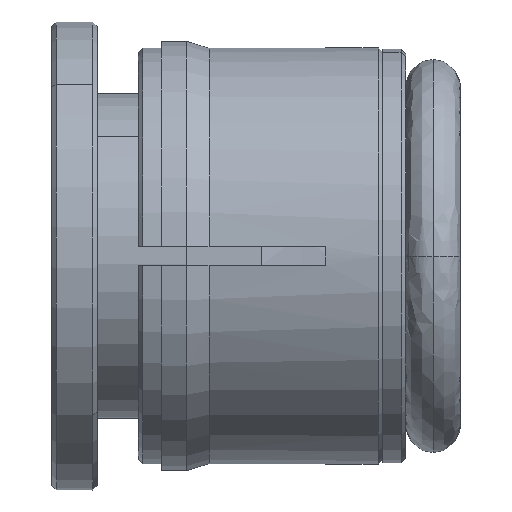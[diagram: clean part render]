
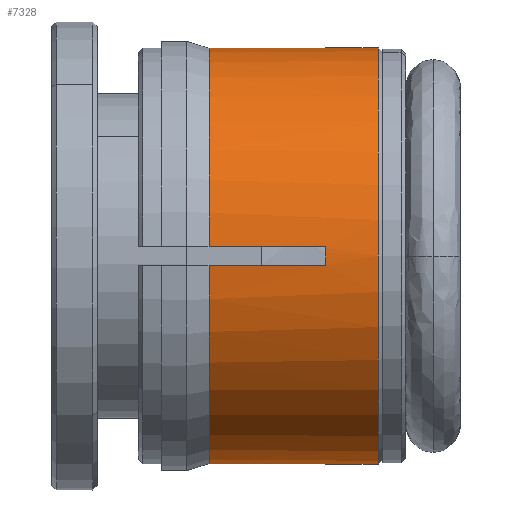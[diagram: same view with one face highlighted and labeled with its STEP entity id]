
A CAD part, left-side view. The second image highlights one B-rep face of the part: STEP entity #7328.
In plain terms, the highlighted cylindrical face has radius 9.1 mm (diameter 18.2 mm), a partial arc.
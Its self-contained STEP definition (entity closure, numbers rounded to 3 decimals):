
#53 = EDGE_CURVE ( 'NONE', #3057, #17405, #14358, .T. ) ;
#109 = CIRCLE ( 'NONE', #6055, 9.1 ) ;
#500 = DIRECTION ( 'NONE',  ( 0., 0., -1. ) ) ;
#770 = CARTESIAN_POINT ( 'NONE',  ( -0.4, 5.901, 9.091 ) ) ;
#838 = CARTESIAN_POINT ( 'NONE',  ( -9.091, 11.001, -0.4 ) ) ;
#1285 = CARTESIAN_POINT ( 'NONE',  ( -9.091, 9.101, 0.4 ) ) ;
#1435 = EDGE_CURVE ( 'NONE', #9307, #14864, #1436, .T. ) ;
#1436 = LINE ( 'NONE', #11445, #4872 ) ;
#1675 = AXIS2_PLACEMENT_3D ( 'NONE', #14407, #5622, #15887 ) ;
#1961 = VECTOR ( 'NONE', #2378, 1000. ) ;
#2378 = DIRECTION ( 'NONE',  ( 0., 1., 0. ) ) ;
#2478 = EDGE_CURVE ( 'NONE', #12633, #8088, #7565, .T. ) ;
#2616 = VECTOR ( 'NONE', #4204, 1000. ) ;
#2650 = VERTEX_POINT ( 'NONE', #14579 ) ;
#2756 = EDGE_CURVE ( 'NONE', #7574, #8571, #11208, .T. ) ;
#2765 = EDGE_CURVE ( 'NONE', #8088, #19065, #10760, .T. ) ;
#3005 = CARTESIAN_POINT ( 'NONE',  ( 0., 5.901, -9.1 ) ) ;
#3055 = CARTESIAN_POINT ( 'NONE',  ( -0.4, 11.001, 9.091 ) ) ;
#3057 = VERTEX_POINT ( 'NONE', #3055 ) ;
#3392 = DIRECTION ( 'NONE',  ( 0., -1., 0. ) ) ;
#3471 = EDGE_LOOP ( 'NONE', ( #7255, #15504, #10494, #7379, #6156, #9244, #11107, #8388, #10320, #9836, #12508, #11090 ) ) ;
#3992 = DIRECTION ( 'NONE',  ( 0., -1., 0. ) ) ;
#4204 = DIRECTION ( 'NONE',  ( 0., -1., 0. ) ) ;
#4346 = LINE ( 'NONE', #16842, #11698 ) ;
#4870 = DIRECTION ( 'NONE',  ( 0., 0., -1. ) ) ;
#4872 = VECTOR ( 'NONE', #17367, 1000. ) ;
#5622 = DIRECTION ( 'NONE',  ( 0., -1., 0. ) ) ;
#5901 = DIRECTION ( 'NONE',  ( 0., -1., 0. ) ) ;
#5945 = CARTESIAN_POINT ( 'NONE',  ( -0.4, 5.901, -9.091 ) ) ;
#5970 = AXIS2_PLACEMENT_3D ( 'NONE', #9987, #12671, #14771 ) ;
#6055 = AXIS2_PLACEMENT_3D ( 'NONE', #14676, #5901, #16154 ) ;
#6127 = CARTESIAN_POINT ( 'NONE',  ( 0., 3.601, 0. ) ) ;
#6156 = ORIENTED_EDGE ( 'NONE', *, *, #14775, .T. ) ;
#6168 = DIRECTION ( 'NONE',  ( 0., -1., 0. ) ) ;
#6204 = EDGE_CURVE ( 'NONE', #12857, #10670, #14686, .T. ) ;
#6443 = EDGE_CURVE ( 'NONE', #12857, #19065, #4346, .T. ) ;
#6787 = CARTESIAN_POINT ( 'NONE',  ( -0.4, 11.001, -9.091 ) ) ;
#6831 = VECTOR ( 'NONE', #17843, 1000. ) ;
#7255 = ORIENTED_EDGE ( 'NONE', *, *, #6443, .F. ) ;
#7328 = ADVANCED_FACE ( 'NONE', ( #16484 ), #11182, .T. ) ;
#7379 = ORIENTED_EDGE ( 'NONE', *, *, #53, .T. ) ;
#7565 = LINE ( 'NONE', #18386, #11455 ) ;
#7574 = VERTEX_POINT ( 'NONE', #14266 ) ;
#8072 = DIRECTION ( 'NONE',  ( 0., -1., 0. ) ) ;
#8088 = VERTEX_POINT ( 'NONE', #13945 ) ;
#8388 = ORIENTED_EDGE ( 'NONE', *, *, #12461, .T. ) ;
#8571 = VERTEX_POINT ( 'NONE', #838 ) ;
#8760 = EDGE_CURVE ( 'NONE', #2650, #7574, #109, .T. ) ;
#9145 = EDGE_CURVE ( 'NONE', #10670, #3057, #17568, .T. ) ;
#9244 = ORIENTED_EDGE ( 'NONE', *, *, #8760, .T. ) ;
#9307 = VERTEX_POINT ( 'NONE', #6787 ) ;
#9836 = ORIENTED_EDGE ( 'NONE', *, *, #12828, .T. ) ;
#9987 = CARTESIAN_POINT ( 'NONE',  ( 0., 11.001, 0. ) ) ;
#10212 = AXIS2_PLACEMENT_3D ( 'NONE', #10703, #3392, #500 ) ;
#10320 = ORIENTED_EDGE ( 'NONE', *, *, #1435, .T. ) ;
#10336 = AXIS2_PLACEMENT_3D ( 'NONE', #12764, #3992, #14242 ) ;
#10494 = ORIENTED_EDGE ( 'NONE', *, *, #9145, .T. ) ;
#10670 = VERTEX_POINT ( 'NONE', #770 ) ;
#10703 = CARTESIAN_POINT ( 'NONE',  ( 0., 9.101, 0. ) ) ;
#10760 = CIRCLE ( 'NONE', #16051, 9.1 ) ;
#11090 = ORIENTED_EDGE ( 'NONE', *, *, #2765, .T. ) ;
#11107 = ORIENTED_EDGE ( 'NONE', *, *, #2756, .T. ) ;
#11151 = CARTESIAN_POINT ( 'NONE',  ( -0.4, 9.101, 9.091 ) ) ;
#11182 = CYLINDRICAL_SURFACE ( 'NONE', #10212, 9.1 ) ;
#11195 = CIRCLE ( 'NONE', #10336, 9.1 ) ;
#11208 = LINE ( 'NONE', #13362, #6831 ) ;
#11445 = CARTESIAN_POINT ( 'NONE',  ( -0.4, 9.101, -9.091 ) ) ;
#11455 = VECTOR ( 'NONE', #8072, 1000. ) ;
#11582 = DIRECTION ( 'NONE',  ( 0., 1., 0. ) ) ;
#11698 = VECTOR ( 'NONE', #18357, 1000. ) ;
#12050 = CARTESIAN_POINT ( 'NONE',  ( -9.091, 11.001, 0.4 ) ) ;
#12461 = EDGE_CURVE ( 'NONE', #8571, #9307, #11195, .T. ) ;
#12508 = ORIENTED_EDGE ( 'NONE', *, *, #2478, .T. ) ;
#12633 = VERTEX_POINT ( 'NONE', #3005 ) ;
#12671 = DIRECTION ( 'NONE',  ( 0., -1., 0. ) ) ;
#12764 = CARTESIAN_POINT ( 'NONE',  ( 0., 11.001, 0. ) ) ;
#12828 = EDGE_CURVE ( 'NONE', #14864, #12633, #13436, .T. ) ;
#12857 = VERTEX_POINT ( 'NONE', #17388 ) ;
#13039 = CARTESIAN_POINT ( 'NONE',  ( 0., 3.601, 9.1 ) ) ;
#13362 = CARTESIAN_POINT ( 'NONE',  ( -9.091, 9.101, -0.4 ) ) ;
#13436 = CIRCLE ( 'NONE', #1675, 9.1 ) ;
#13945 = CARTESIAN_POINT ( 'NONE',  ( 0., 3.601, -9.1 ) ) ;
#14242 = DIRECTION ( 'NONE',  ( 0., 0., -1. ) ) ;
#14266 = CARTESIAN_POINT ( 'NONE',  ( -9.091, 5.901, -0.4 ) ) ;
#14358 = CIRCLE ( 'NONE', #5970, 9.1 ) ;
#14407 = CARTESIAN_POINT ( 'NONE',  ( 0., 5.901, 0. ) ) ;
#14579 = CARTESIAN_POINT ( 'NONE',  ( -9.091, 5.901, 0.4 ) ) ;
#14676 = CARTESIAN_POINT ( 'NONE',  ( 0., 5.901, 0. ) ) ;
#14686 = CIRCLE ( 'NONE', #18837, 9.1 ) ;
#14771 = DIRECTION ( 'NONE',  ( 0., 0., -1. ) ) ;
#14775 = EDGE_CURVE ( 'NONE', #17405, #2650, #17799, .T. ) ;
#14864 = VERTEX_POINT ( 'NONE', #5945 ) ;
#14952 = CARTESIAN_POINT ( 'NONE',  ( 0., 5.901, 0. ) ) ;
#15504 = ORIENTED_EDGE ( 'NONE', *, *, #6204, .T. ) ;
#15887 = DIRECTION ( 'NONE',  ( 0., 0., -1. ) ) ;
#16051 = AXIS2_PLACEMENT_3D ( 'NONE', #6127, #11582, #4870 ) ;
#16154 = DIRECTION ( 'NONE',  ( 0., 0., -1. ) ) ;
#16443 = DIRECTION ( 'NONE',  ( 0., 0., -1. ) ) ;
#16484 = FACE_OUTER_BOUND ( 'NONE', #3471, .T. ) ;
#16842 = CARTESIAN_POINT ( 'NONE',  ( 0., 9.101, 9.1 ) ) ;
#17367 = DIRECTION ( 'NONE',  ( 0., -1., 0. ) ) ;
#17388 = CARTESIAN_POINT ( 'NONE',  ( 0., 5.901, 9.1 ) ) ;
#17405 = VERTEX_POINT ( 'NONE', #12050 ) ;
#17568 = LINE ( 'NONE', #11151, #1961 ) ;
#17799 = LINE ( 'NONE', #1285, #2616 ) ;
#17843 = DIRECTION ( 'NONE',  ( 0., 1., 0. ) ) ;
#18357 = DIRECTION ( 'NONE',  ( 0., -1., 0. ) ) ;
#18386 = CARTESIAN_POINT ( 'NONE',  ( 0., 9.101, -9.1 ) ) ;
#18837 = AXIS2_PLACEMENT_3D ( 'NONE', #14952, #6168, #16443 ) ;
#19065 = VERTEX_POINT ( 'NONE', #13039 ) ;
